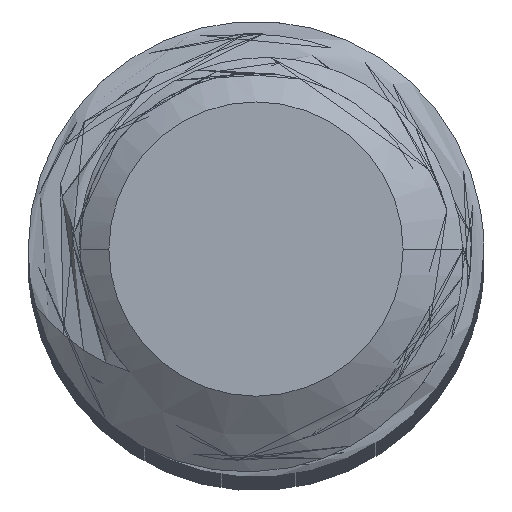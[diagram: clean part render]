
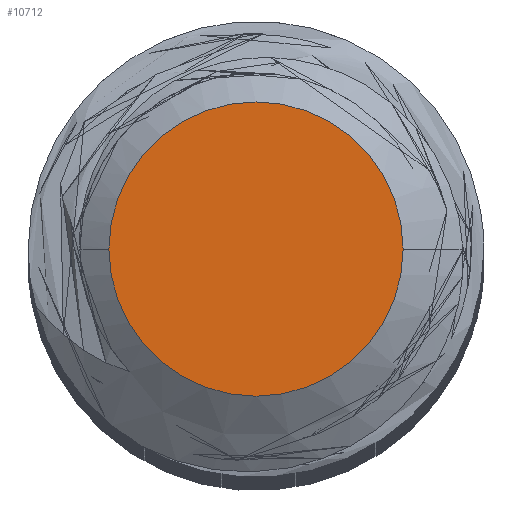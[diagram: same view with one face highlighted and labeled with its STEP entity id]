
A CAD part, top view. The second image highlights one B-rep face of the part: STEP entity #10712.
In plain terms, the highlighted planar face has unit normal (0, 0, 1).
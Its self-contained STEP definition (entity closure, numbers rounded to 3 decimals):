
#1439 = CARTESIAN_POINT ( 'NONE',  ( 0., 0., 0. ) ) ;
#2926 = EDGE_CURVE ( 'NONE', #14016, #5262, #5998, .T. ) ;
#4219 = AXIS2_PLACEMENT_3D ( 'NONE', #1439, #14120, #8807 ) ;
#5262 = VERTEX_POINT ( 'NONE', #9232 ) ;
#5649 = CIRCLE ( 'NONE', #12680, 1.291 ) ;
#5998 = CIRCLE ( 'NONE', #4219, 1.291 ) ;
#7416 = PLANE ( 'NONE',  #20247 ) ;
#7750 = ORIENTED_EDGE ( 'NONE', *, *, #2926, .T. ) ;
#8807 = DIRECTION ( 'NONE',  ( 1., 0., 0. ) ) ;
#9232 = CARTESIAN_POINT ( 'NONE',  ( 1.291, 0., 0. ) ) ;
#9383 = FACE_OUTER_BOUND ( 'NONE', #17662, .T. ) ;
#9565 = DIRECTION ( 'NONE',  ( 0., 0., 1. ) ) ;
#9807 = CARTESIAN_POINT ( 'NONE',  ( 0., 0., 0. ) ) ;
#10712 = ADVANCED_FACE ( 'NONE', ( #9383 ), #7416, .T. ) ;
#11028 = DIRECTION ( 'NONE',  ( 0., 0., 1. ) ) ;
#11357 = CARTESIAN_POINT ( 'NONE',  ( -1.291, 0., 0. ) ) ;
#12680 = AXIS2_PLACEMENT_3D ( 'NONE', #9807, #9565, #22069 ) ;
#14016 = VERTEX_POINT ( 'NONE', #11357 ) ;
#14120 = DIRECTION ( 'NONE',  ( 0., 0., 1. ) ) ;
#17019 = EDGE_CURVE ( 'NONE', #5262, #14016, #5649, .T. ) ;
#17662 = EDGE_LOOP ( 'NONE', ( #7750, #18565 ) ) ;
#18152 = CARTESIAN_POINT ( 'NONE',  ( 0., 0., 0. ) ) ;
#18565 = ORIENTED_EDGE ( 'NONE', *, *, #17019, .T. ) ;
#19916 = DIRECTION ( 'NONE',  ( 1., 0., 0. ) ) ;
#20247 = AXIS2_PLACEMENT_3D ( 'NONE', #18152, #11028, #19916 ) ;
#22069 = DIRECTION ( 'NONE',  ( 1., 0., 0. ) ) ;
